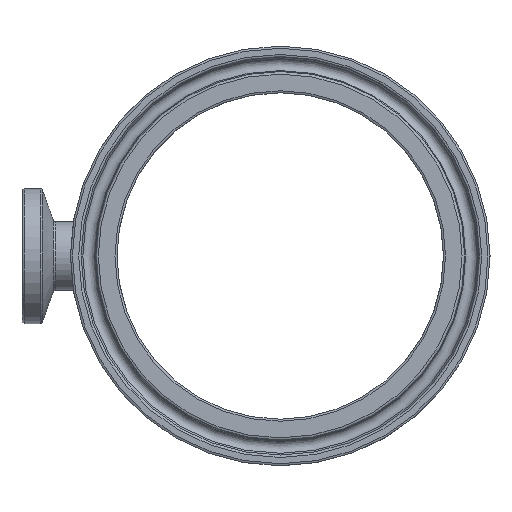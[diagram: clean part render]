
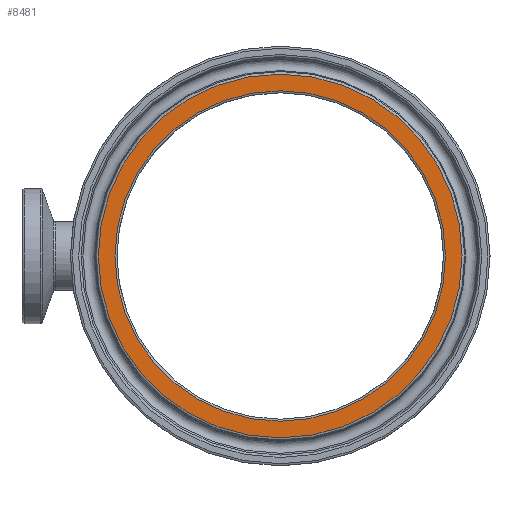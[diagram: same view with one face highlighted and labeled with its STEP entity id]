
A CAD part, left-side view. The second image highlights one B-rep face of the part: STEP entity #8481.
In plain terms, the highlighted planar face has unit normal (-1, 0, 0).
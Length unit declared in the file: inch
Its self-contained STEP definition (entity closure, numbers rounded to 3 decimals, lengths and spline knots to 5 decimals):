
#175=FACE_BOUND('',#1614,.T.);
#375=PLANE('',#8976);
#1053=FACE_OUTER_BOUND('',#1613,.T.);
#1613=EDGE_LOOP('',(#7818));
#1614=EDGE_LOOP('',(#7819));
#2928=CIRCLE('',#8975,1.2);
#2929=CIRCLE('',#8977,1.32066);
#4192=VERTEX_POINT('',#18584);
#4193=VERTEX_POINT('',#18587);
#5410=EDGE_CURVE('',#4192,#4192,#2928,.T.);
#5411=EDGE_CURVE('',#4193,#4193,#2929,.T.);
#7818=ORIENTED_EDGE('',*,*,#5411,.F.);
#7819=ORIENTED_EDGE('',*,*,#5410,.F.);
#8481=ADVANCED_FACE('',(#1053,#175),#375,.T.);
#8975=AXIS2_PLACEMENT_3D('',#18585,#10501,#10502);
#8976=AXIS2_PLACEMENT_3D('',#18586,#10503,#10504);
#8977=AXIS2_PLACEMENT_3D('',#18588,#10505,#10506);
#10501=DIRECTION('center_axis',(-1.,0.,0.));
#10502=DIRECTION('ref_axis',(0.,-1.,0.));
#10503=DIRECTION('center_axis',(-1.,0.,0.));
#10504=DIRECTION('ref_axis',(0.,0.,1.));
#10505=DIRECTION('center_axis',(1.,0.,0.));
#10506=DIRECTION('ref_axis',(0.,-1.,0.));
#18584=CARTESIAN_POINT('',(-3.625,1.2,0.));
#18585=CARTESIAN_POINT('Origin',(-3.625,0.,0.));
#18586=CARTESIAN_POINT('Origin',(-3.625,1.33466,0.));
#18587=CARTESIAN_POINT('',(-3.625,1.32066,0.));
#18588=CARTESIAN_POINT('Origin',(-3.625,0.,0.));
